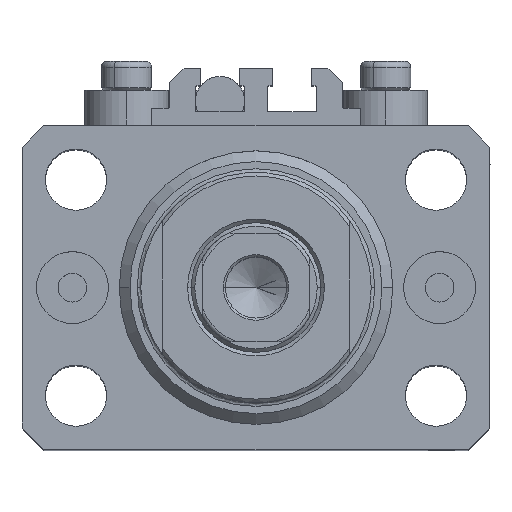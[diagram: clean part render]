
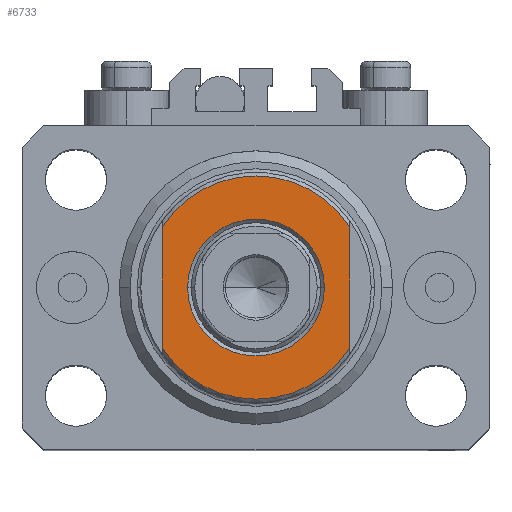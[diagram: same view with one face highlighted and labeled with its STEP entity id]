
A CAD part, top view. The second image highlights one B-rep face of the part: STEP entity #6733.
In plain terms, the highlighted face is planar.
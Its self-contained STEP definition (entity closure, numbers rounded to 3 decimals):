
#255 = VERTEX_POINT ( 'NONE', #7553 ) ;
#974 = AXIS2_PLACEMENT_3D ( 'NONE', #17648, #23795, #9901 ) ;
#2118 = CARTESIAN_POINT ( 'NONE',  ( 13., -43.081, -6.5 ) ) ;
#2628 = DIRECTION ( 'NONE',  ( -1., 0., 0. ) ) ;
#2712 = VECTOR ( 'NONE', #43440, 1000. ) ;
#3060 = AXIS2_PLACEMENT_3D ( 'NONE', #33152, #25854, #37527 ) ;
#3301 = AXIS2_PLACEMENT_3D ( 'NONE', #32207, #13780, #2628 ) ;
#3403 = CIRCLE ( 'NONE', #22761, 9.5 ) ;
#4533 = EDGE_CURVE ( 'NONE', #29524, #43748, #3403, .T. ) ;
#5346 = EDGE_LOOP ( 'NONE', ( #26015, #43826, #36183, #18252 ) ) ;
#6733 = ADVANCED_FACE ( 'NONE', ( #36090, #17408 ), #43157, .T. ) ;
#6772 = EDGE_CURVE ( 'NONE', #18688, #17196, #42055, .T. ) ;
#6904 = VECTOR ( 'NONE', #16195, 1000. ) ;
#7553 = CARTESIAN_POINT ( 'NONE',  ( -13., 8.441, -6.5 ) ) ;
#9383 = LINE ( 'NONE', #2118, #6904 ) ;
#9901 = DIRECTION ( 'NONE',  ( -1., 0., 0. ) ) ;
#12937 = CARTESIAN_POINT ( 'NONE',  ( 9.5, 0., -6.5 ) ) ;
#13780 = DIRECTION ( 'NONE',  ( 0., 0., -1. ) ) ;
#16195 = DIRECTION ( 'NONE',  ( 0., -1., 0. ) ) ;
#17196 = VERTEX_POINT ( 'NONE', #36289 ) ;
#17408 = FACE_OUTER_BOUND ( 'NONE', #5346, .T. ) ;
#17648 = CARTESIAN_POINT ( 'NONE',  ( 0., 0., -6.5 ) ) ;
#18195 = DIRECTION ( 'NONE',  ( 0., 0., 1. ) ) ;
#18252 = ORIENTED_EDGE ( 'NONE', *, *, #42772, .F. ) ;
#18490 = EDGE_LOOP ( 'NONE', ( #37236, #27979 ) ) ;
#18688 = VERTEX_POINT ( 'NONE', #33865 ) ;
#22077 = CARTESIAN_POINT ( 'NONE',  ( 0., 0., -6.5 ) ) ;
#22761 = AXIS2_PLACEMENT_3D ( 'NONE', #22077, #18195, #37146 ) ;
#22980 = EDGE_CURVE ( 'NONE', #43748, #29524, #46221, .T. ) ;
#23101 = DIRECTION ( 'NONE',  ( -1., 0., 0. ) ) ;
#23795 = DIRECTION ( 'NONE',  ( 0., 0., -1. ) ) ;
#23960 = CIRCLE ( 'NONE', #3060, 15.5 ) ;
#25200 = CARTESIAN_POINT ( 'NONE',  ( -13., -43.081, -6.5 ) ) ;
#25258 = AXIS2_PLACEMENT_3D ( 'NONE', #37666, #33774, #23101 ) ;
#25681 = LINE ( 'NONE', #25200, #2712 ) ;
#25854 = DIRECTION ( 'NONE',  ( 0., 0., -1. ) ) ;
#26015 = ORIENTED_EDGE ( 'NONE', *, *, #40310, .T. ) ;
#26148 = VERTEX_POINT ( 'NONE', #45603 ) ;
#27701 = EDGE_CURVE ( 'NONE', #26148, #18688, #9383, .T. ) ;
#27979 = ORIENTED_EDGE ( 'NONE', *, *, #22980, .T. ) ;
#29524 = VERTEX_POINT ( 'NONE', #30153 ) ;
#30153 = CARTESIAN_POINT ( 'NONE',  ( -9.5, 0., -6.5 ) ) ;
#32207 = CARTESIAN_POINT ( 'NONE',  ( 0., 0., -6.5 ) ) ;
#33152 = CARTESIAN_POINT ( 'NONE',  ( 0., 0., -6.5 ) ) ;
#33774 = DIRECTION ( 'NONE',  ( 0., 0., 1. ) ) ;
#33865 = CARTESIAN_POINT ( 'NONE',  ( 13., -8.441, -6.5 ) ) ;
#36090 = FACE_BOUND ( 'NONE', #18490, .T. ) ;
#36183 = ORIENTED_EDGE ( 'NONE', *, *, #6772, .T. ) ;
#36289 = CARTESIAN_POINT ( 'NONE',  ( -13., -8.441, -6.5 ) ) ;
#37146 = DIRECTION ( 'NONE',  ( -1., 0., 0. ) ) ;
#37236 = ORIENTED_EDGE ( 'NONE', *, *, #4533, .T. ) ;
#37527 = DIRECTION ( 'NONE',  ( -1., 0., 0. ) ) ;
#37666 = CARTESIAN_POINT ( 'NONE',  ( 0., 0., -6.5 ) ) ;
#40310 = EDGE_CURVE ( 'NONE', #255, #26148, #23960, .T. ) ;
#42055 = CIRCLE ( 'NONE', #3301, 15.5 ) ;
#42772 = EDGE_CURVE ( 'NONE', #255, #17196, #25681, .T. ) ;
#43157 = PLANE ( 'NONE',  #974 ) ;
#43440 = DIRECTION ( 'NONE',  ( 0., -1., 0. ) ) ;
#43748 = VERTEX_POINT ( 'NONE', #12937 ) ;
#43826 = ORIENTED_EDGE ( 'NONE', *, *, #27701, .T. ) ;
#45603 = CARTESIAN_POINT ( 'NONE',  ( 13., 8.441, -6.5 ) ) ;
#46221 = CIRCLE ( 'NONE', #25258, 9.5 ) ;
